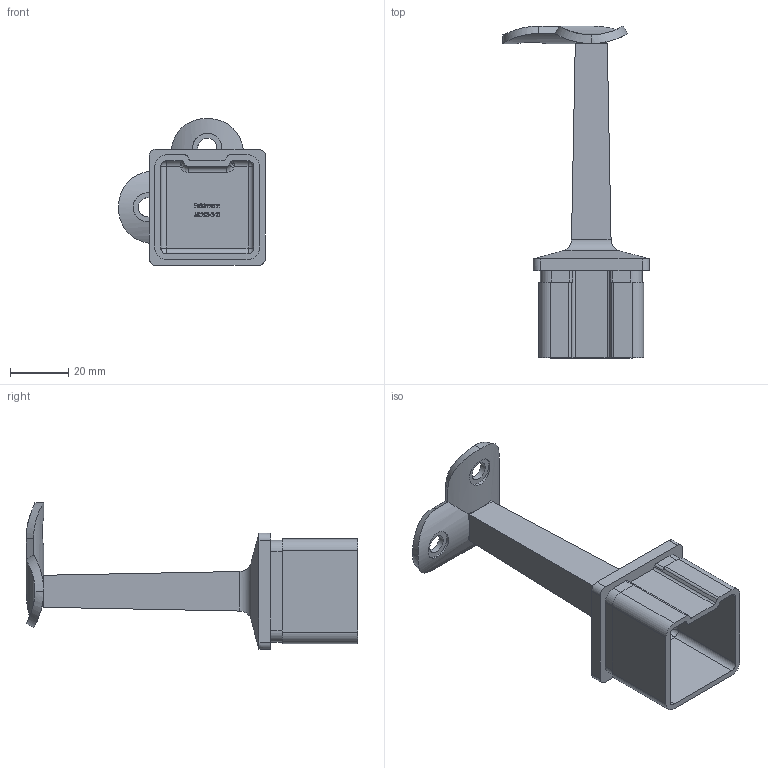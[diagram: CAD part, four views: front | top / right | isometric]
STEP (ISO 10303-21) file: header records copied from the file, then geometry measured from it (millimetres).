
FILE_DESCRIPTION (( 'STEP AP203' ), '1' );
FILE_NAME ('51213-240.STEP', '2021-12-09T13:44:46', ( '' ), ( '' ), 'SwSTEP 2.0', 'SolidWorks 2018', '' );
FILE_SCHEMA (( 'CONFIG_CONTROL_DESIGN' ));
Length unit declared in the file: millimetre
Products named in the file (2): 51213-240
Bounding box: 50.5 x 114.05 x 50.5 mm (x, y, z)
Volume: 31665.2 mm3; surface area: 18124 mm2
Topology: 1 solids, 1 shells, 325 faces, 859 edges, 556 vertices
Faces by surface type: plane 175, bspline 93, cylinder 51, sphere 4, torus 2
Full cylindrical faces by diameter (mm): 6.5 x2, 10 x2
Entity records: 15386 total; most frequent: CARTESIAN_POINT 7916, ORIENTED_EDGE 1694, DIRECTION 1166, EDGE_CURVE 847, VECTOR 558, LINE 558, VERTEX_POINT 554, EDGE_LOOP 359
